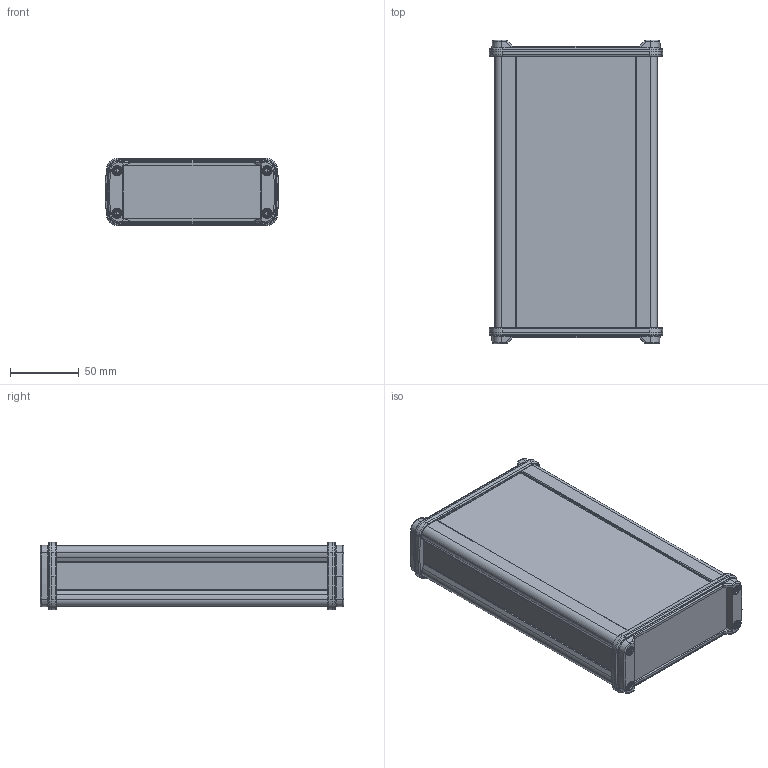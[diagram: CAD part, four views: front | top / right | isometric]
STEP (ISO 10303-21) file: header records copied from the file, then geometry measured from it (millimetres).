
FILE_DESCRIPTION (( 'STEP AP214' ), '1' );
FILE_NAME ('07502012.STEP', '2012-05-10T07:22:26', ( ' ' ), ( '' ), 'SwSTEP 2.0', 'SolidWorks 2011', '' );
FILE_SCHEMA (( 'AUTOMOTIVE_DESIGN' ));
Length unit declared in the file: millimetre
Products named in the file (8): 11570_200 lang; 11568_200 lang; 07502012; 12887; 88682; 95984; 93686; 93372
Assembly tree (25 placements, depth 2):
  07502012
    93686  x8
    95984  x8
    11570_200 lang  x2
    11568_200 lang
    12887  x2
    93372  x2
    88682  x2
Bounding box: 126 x 220.4 x 49 mm (x, y, z)
Volume: 309894.9 mm3; surface area: 213958.4 mm2
Topology: 25 solids, 25 shells, 1750 faces, 4324 edges, 2664 vertices
Faces by surface type: cylinder 594, plane 514, torus 274, cone 196, bspline 148, sphere 24
Entity records: 37391 total; most frequent: CARTESIAN_POINT 8167, DIRECTION 4593, ORIENTED_EDGE 4332, EDGE_CURVE 2166, AXIS2_PLACEMENT_3D 1732, VERTEX_POINT 1354, LINE 1129, VECTOR 1129
